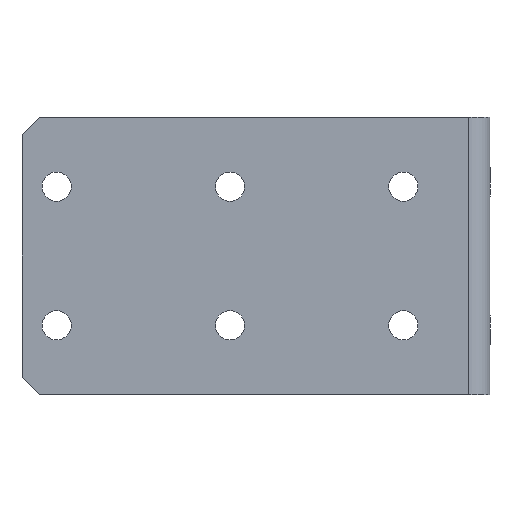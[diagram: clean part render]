
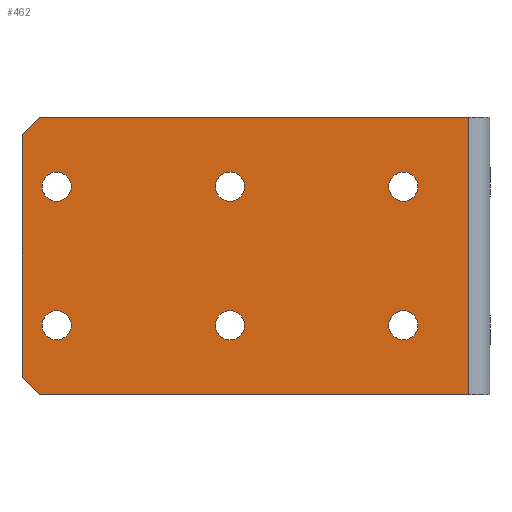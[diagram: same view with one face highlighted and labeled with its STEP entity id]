
A CAD part, front view. The second image highlights one B-rep face of the part: STEP entity #462.
In plain terms, the highlighted planar face has unit normal (0, -1, 0).
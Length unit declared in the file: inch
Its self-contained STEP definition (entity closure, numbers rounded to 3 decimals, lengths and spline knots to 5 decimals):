
#16=LINE('',#689,#50);
#22=LINE('',#702,#56);
#28=LINE('',#712,#62);
#29=LINE('',#714,#63);
#30=LINE('',#716,#64);
#31=LINE('',#717,#65);
#50=VECTOR('',#573,3.095);
#56=VECTOR('',#581,1.75);
#62=VECTOR('',#591,0.17678);
#63=VECTOR('',#592,2.);
#64=VECTOR('',#593,3.095);
#65=VECTOR('',#594,0.17678);
#87=PLANE('',#504);
#112=FACE_BOUND('',#172,.T.);
#113=FACE_BOUND('',#173,.T.);
#114=FACE_BOUND('',#174,.T.);
#115=FACE_BOUND('',#175,.T.);
#116=FACE_BOUND('',#176,.T.);
#117=FACE_BOUND('',#177,.T.);
#133=FACE_OUTER_BOUND('',#171,.T.);
#171=EDGE_LOOP('',(#344,#345,#346,#347,#348,#349));
#172=EDGE_LOOP('',(#350));
#173=EDGE_LOOP('',(#351));
#174=EDGE_LOOP('',(#352));
#175=EDGE_LOOP('',(#353));
#176=EDGE_LOOP('',(#354));
#177=EDGE_LOOP('',(#355));
#198=CIRCLE('',#484,0.105);
#200=CIRCLE('',#487,0.105);
#202=CIRCLE('',#490,0.105);
#204=CIRCLE('',#493,0.105);
#206=CIRCLE('',#496,0.105);
#208=CIRCLE('',#499,0.105);
#218=VERTEX_POINT('',#657);
#220=VERTEX_POINT('',#662);
#222=VERTEX_POINT('',#667);
#224=VERTEX_POINT('',#672);
#226=VERTEX_POINT('',#677);
#228=VERTEX_POINT('',#682);
#230=VERTEX_POINT('',#687);
#231=VERTEX_POINT('',#688);
#236=VERTEX_POINT('',#699);
#237=VERTEX_POINT('',#701);
#240=VERTEX_POINT('',#713);
#241=VERTEX_POINT('',#715);
#258=EDGE_CURVE('',#218,#218,#198,.T.);
#260=EDGE_CURVE('',#220,#220,#200,.T.);
#262=EDGE_CURVE('',#222,#222,#202,.T.);
#264=EDGE_CURVE('',#224,#224,#204,.T.);
#266=EDGE_CURVE('',#226,#226,#206,.T.);
#268=EDGE_CURVE('',#228,#228,#208,.T.);
#270=EDGE_CURVE('',#230,#231,#16,.T.);
#276=EDGE_CURVE('',#236,#237,#22,.T.);
#282=EDGE_CURVE('',#236,#231,#28,.T.);
#283=EDGE_CURVE('',#240,#230,#29,.T.);
#284=EDGE_CURVE('',#240,#241,#30,.T.);
#285=EDGE_CURVE('',#241,#237,#31,.T.);
#344=ORIENTED_EDGE('',*,*,#276,.F.);
#345=ORIENTED_EDGE('',*,*,#282,.T.);
#346=ORIENTED_EDGE('',*,*,#270,.F.);
#347=ORIENTED_EDGE('',*,*,#283,.F.);
#348=ORIENTED_EDGE('',*,*,#284,.T.);
#349=ORIENTED_EDGE('',*,*,#285,.T.);
#350=ORIENTED_EDGE('',*,*,#258,.T.);
#351=ORIENTED_EDGE('',*,*,#260,.T.);
#352=ORIENTED_EDGE('',*,*,#262,.T.);
#353=ORIENTED_EDGE('',*,*,#264,.T.);
#354=ORIENTED_EDGE('',*,*,#266,.T.);
#355=ORIENTED_EDGE('',*,*,#268,.T.);
#462=ADVANCED_FACE('',(#133,#112,#113,#114,#115,#116,#117),#87,.T.);
#484=AXIS2_PLACEMENT_3D('',#658,#537,#538);
#487=AXIS2_PLACEMENT_3D('',#663,#543,#544);
#490=AXIS2_PLACEMENT_3D('',#668,#549,#550);
#493=AXIS2_PLACEMENT_3D('',#673,#555,#556);
#496=AXIS2_PLACEMENT_3D('',#678,#561,#562);
#499=AXIS2_PLACEMENT_3D('',#683,#567,#568);
#504=AXIS2_PLACEMENT_3D('',#711,#589,#590);
#537=DIRECTION('center_axis',(0.,1.,0.));
#538=DIRECTION('ref_axis',(0.,0.,1.));
#543=DIRECTION('center_axis',(0.,1.,0.));
#544=DIRECTION('ref_axis',(0.,0.,1.));
#549=DIRECTION('center_axis',(0.,1.,0.));
#550=DIRECTION('ref_axis',(0.,0.,1.));
#555=DIRECTION('center_axis',(0.,1.,0.));
#556=DIRECTION('ref_axis',(0.,0.,1.));
#561=DIRECTION('center_axis',(0.,1.,0.));
#562=DIRECTION('ref_axis',(0.,0.,1.));
#567=DIRECTION('center_axis',(0.,1.,0.));
#568=DIRECTION('ref_axis',(0.,0.,1.));
#573=DIRECTION('',(-1.,0.,0.));
#581=DIRECTION('',(0.,0.,1.));
#589=DIRECTION('center_axis',(0.,-1.,0.));
#590=DIRECTION('ref_axis',(0.,0.,-1.));
#591=DIRECTION('',(0.707,0.,-0.707));
#592=DIRECTION('',(0.,0.,-1.));
#593=DIRECTION('',(-1.,0.,0.));
#594=DIRECTION('',(-0.707,0.,-0.707));
#657=CARTESIAN_POINT('',(1.5,0.,-0.895));
#658=CARTESIAN_POINT('Origin',(1.5,0.,-1.));
#662=CARTESIAN_POINT('',(1.5,0.,-1.895));
#663=CARTESIAN_POINT('Origin',(1.5,0.,-2.));
#667=CARTESIAN_POINT('',(2.75,0.,-0.895));
#668=CARTESIAN_POINT('Origin',(2.75,0.,-1.));
#672=CARTESIAN_POINT('',(2.75,0.,-1.895));
#673=CARTESIAN_POINT('Origin',(2.75,0.,-2.));
#677=CARTESIAN_POINT('',(0.25,0.,-0.895));
#678=CARTESIAN_POINT('Origin',(0.25,0.,-1.));
#682=CARTESIAN_POINT('',(0.25,0.,-1.895));
#683=CARTESIAN_POINT('Origin',(0.25,0.,-2.));
#687=CARTESIAN_POINT('',(3.22,0.,-2.5));
#688=CARTESIAN_POINT('',(0.125,0.,-2.5));
#689=CARTESIAN_POINT('',(0.,0.,-2.5));
#699=CARTESIAN_POINT('',(0.,0.,-2.375));
#701=CARTESIAN_POINT('',(0.,0.,-0.625));
#702=CARTESIAN_POINT('',(0.,0.,-2.5));
#711=CARTESIAN_POINT('Origin',(0.,0.,-2.5));
#712=CARTESIAN_POINT('',(0.0625,0.,-2.4375));
#713=CARTESIAN_POINT('',(3.22,0.,-0.5));
#714=CARTESIAN_POINT('',(3.22,0.,-2.5));
#715=CARTESIAN_POINT('',(0.125,0.,-0.5));
#716=CARTESIAN_POINT('',(-0.37124,0.,-0.5));
#717=CARTESIAN_POINT('',(-0.9375,0.,-1.5625));
